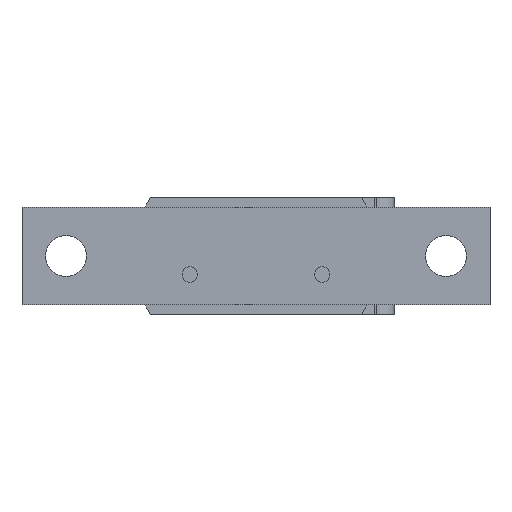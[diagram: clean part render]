
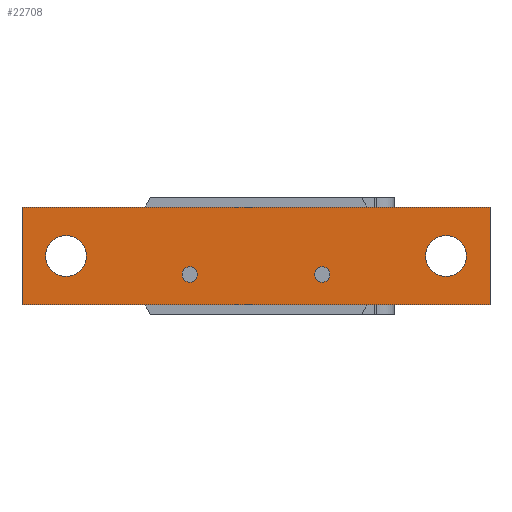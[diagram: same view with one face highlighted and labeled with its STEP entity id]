
A CAD part, front view. The second image highlights one B-rep face of the part: STEP entity #22708.
In plain terms, the highlighted planar face has unit normal (0, -1, 0).
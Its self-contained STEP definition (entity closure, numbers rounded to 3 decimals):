
#6691=DIRECTION('',(0.,0.,-1.));
#6692=VECTOR('',#6691,10.03);
#6693=CARTESIAN_POINT('',(-24.015,-2.03,5.015));
#6694=LINE('',#6693,#6692);
#6695=DIRECTION('',(-1.,0.,0.));
#6696=VECTOR('',#6695,48.03);
#6697=CARTESIAN_POINT('',(24.015,-2.03,5.015));
#6698=LINE('',#6697,#6696);
#6699=DIRECTION('',(0.,0.,1.));
#6700=VECTOR('',#6699,10.03);
#6701=CARTESIAN_POINT('',(24.015,-2.03,-5.015));
#6702=LINE('',#6701,#6700);
#6703=DIRECTION('',(1.,0.,0.));
#6704=VECTOR('',#6703,48.03);
#6705=CARTESIAN_POINT('',(-24.015,-2.03,-5.015));
#6706=LINE('',#6705,#6704);
#6707=CARTESIAN_POINT('',(-19.5,-2.03,0.));
#6708=DIRECTION('',(0.,1.,0.));
#6709=DIRECTION('',(1.,0.,0.));
#6710=AXIS2_PLACEMENT_3D('',#6707,#6708,#6709);
#6712=CARTESIAN_POINT('',(-19.5,-2.03,0.));
#6713=DIRECTION('',(0.,1.,0.));
#6714=DIRECTION('',(-1.,0.,0.));
#6715=AXIS2_PLACEMENT_3D('',#6712,#6713,#6714);
#6717=CARTESIAN_POINT('',(19.5,-2.03,0.));
#6718=DIRECTION('',(0.,1.,0.));
#6719=DIRECTION('',(1.,0.,0.));
#6720=AXIS2_PLACEMENT_3D('',#6717,#6718,#6719);
#6722=CARTESIAN_POINT('',(19.5,-2.03,0.));
#6723=DIRECTION('',(0.,1.,0.));
#6724=DIRECTION('',(-1.,0.,0.));
#6725=AXIS2_PLACEMENT_3D('',#6722,#6723,#6724);
#6727=CARTESIAN_POINT('',(-6.8,-2.03,-1.9));
#6728=DIRECTION('',(0.,-1.,0.));
#6729=DIRECTION('',(1.,0.,0.));
#6730=AXIS2_PLACEMENT_3D('',#6727,#6728,#6729);
#6732=CARTESIAN_POINT('',(-6.8,-2.03,-1.9));
#6733=DIRECTION('',(0.,-1.,0.));
#6734=DIRECTION('',(-1.,0.,0.));
#6735=AXIS2_PLACEMENT_3D('',#6732,#6733,#6734);
#6737=CARTESIAN_POINT('',(6.8,-2.03,-1.9));
#6738=DIRECTION('',(0.,-1.,0.));
#6739=DIRECTION('',(1.,0.,0.));
#6740=AXIS2_PLACEMENT_3D('',#6737,#6738,#6739);
#6742=CARTESIAN_POINT('',(6.8,-2.03,-1.9));
#6743=DIRECTION('',(0.,-1.,0.));
#6744=DIRECTION('',(-1.,0.,0.));
#6745=AXIS2_PLACEMENT_3D('',#6742,#6743,#6744);
#15725=CARTESIAN_POINT('',(-24.015,-2.03,5.015));
#15726=CARTESIAN_POINT('',(-24.015,-2.03,-5.015));
#15727=VERTEX_POINT('',#15725);
#15728=VERTEX_POINT('',#15726);
#15729=CARTESIAN_POINT('',(24.015,-2.03,-5.015));
#15730=VERTEX_POINT('',#15729);
#15731=CARTESIAN_POINT('',(24.015,-2.03,5.015));
#15732=VERTEX_POINT('',#15731);
#15737=CARTESIAN_POINT('',(-17.415,-2.03,0.));
#15738=CARTESIAN_POINT('',(-21.585,-2.03,0.));
#15739=VERTEX_POINT('',#15737);
#15740=VERTEX_POINT('',#15738);
#15745=CARTESIAN_POINT('',(21.585,-2.03,0.));
#15746=CARTESIAN_POINT('',(17.415,-2.03,0.));
#15747=VERTEX_POINT('',#15745);
#15748=VERTEX_POINT('',#15746);
#15749=CARTESIAN_POINT('',(-6.015,-2.03,-1.9));
#15750=CARTESIAN_POINT('',(-7.585,-2.03,-1.9));
#15751=VERTEX_POINT('',#15749);
#15752=VERTEX_POINT('',#15750);
#15753=CARTESIAN_POINT('',(7.585,-2.03,-1.9));
#15754=CARTESIAN_POINT('',(6.015,-2.03,-1.9));
#15755=VERTEX_POINT('',#15753);
#15756=VERTEX_POINT('',#15754);
#22672=CARTESIAN_POINT('',(0.,-2.03,0.));
#22673=DIRECTION('',(0.,-1.,0.));
#22674=DIRECTION('',(1.,0.,0.));
#22675=AXIS2_PLACEMENT_3D('',#22672,#22673,#22674);
#22676=PLANE('',#22675);
#22678=ORIENTED_EDGE('',*,*,#22677,.F.);
#22679=ORIENTED_EDGE('',*,*,#22024,.F.);
#22680=ORIENTED_EDGE('',*,*,#22666,.F.);
#22681=ORIENTED_EDGE('',*,*,#21955,.F.);
#22682=EDGE_LOOP('',(#22678,#22679,#22680,#22681));
#22683=FACE_OUTER_BOUND('',#22682,.F.);
#22685=ORIENTED_EDGE('',*,*,#22684,.F.);
#22687=ORIENTED_EDGE('',*,*,#22686,.F.);
#22688=EDGE_LOOP('',(#22685,#22687));
#22689=FACE_BOUND('',#22688,.F.);
#22691=ORIENTED_EDGE('',*,*,#22690,.F.);
#22693=ORIENTED_EDGE('',*,*,#22692,.F.);
#22694=EDGE_LOOP('',(#22691,#22693));
#22695=FACE_BOUND('',#22694,.F.);
#22697=ORIENTED_EDGE('',*,*,#22696,.T.);
#22699=ORIENTED_EDGE('',*,*,#22698,.T.);
#22700=EDGE_LOOP('',(#22697,#22699));
#22701=FACE_BOUND('',#22700,.F.);
#22703=ORIENTED_EDGE('',*,*,#22702,.T.);
#22705=ORIENTED_EDGE('',*,*,#22704,.T.);
#22706=EDGE_LOOP('',(#22703,#22705));
#22707=FACE_BOUND('',#22706,.F.);
#22708=ADVANCED_FACE('',(#22683,#22689,#22695,#22701,#22707),#22676,.T.);
#6711=CIRCLE('',#6710,2.085);
#6716=CIRCLE('',#6715,2.085);
#6721=CIRCLE('',#6720,2.085);
#6726=CIRCLE('',#6725,2.085);
#6731=CIRCLE('',#6730,0.785);
#6736=CIRCLE('',#6735,0.785);
#6741=CIRCLE('',#6740,0.785);
#6746=CIRCLE('',#6745,0.785);
#21955=EDGE_CURVE('',#15728,#15730,#6706,.T.);
#22024=EDGE_CURVE('',#15732,#15727,#6698,.T.);
#22666=EDGE_CURVE('',#15730,#15732,#6702,.T.);
#22677=EDGE_CURVE('',#15727,#15728,#6694,.T.);
#22684=EDGE_CURVE('',#15739,#15740,#6711,.T.);
#22686=EDGE_CURVE('',#15740,#15739,#6716,.T.);
#22690=EDGE_CURVE('',#15747,#15748,#6721,.T.);
#22692=EDGE_CURVE('',#15748,#15747,#6726,.T.);
#22696=EDGE_CURVE('',#15751,#15752,#6731,.T.);
#22698=EDGE_CURVE('',#15752,#15751,#6736,.T.);
#22702=EDGE_CURVE('',#15755,#15756,#6741,.T.);
#22704=EDGE_CURVE('',#15756,#15755,#6746,.T.);
